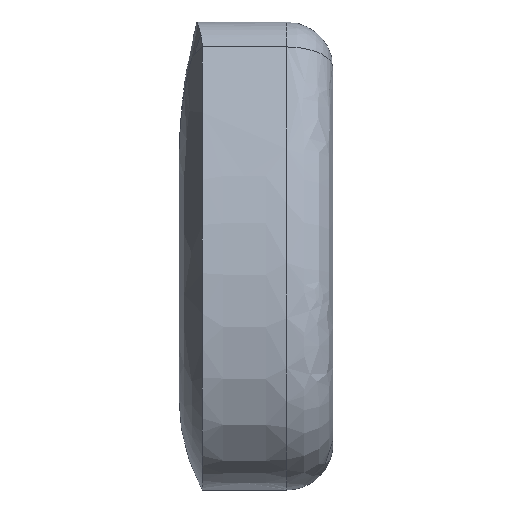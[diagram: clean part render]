
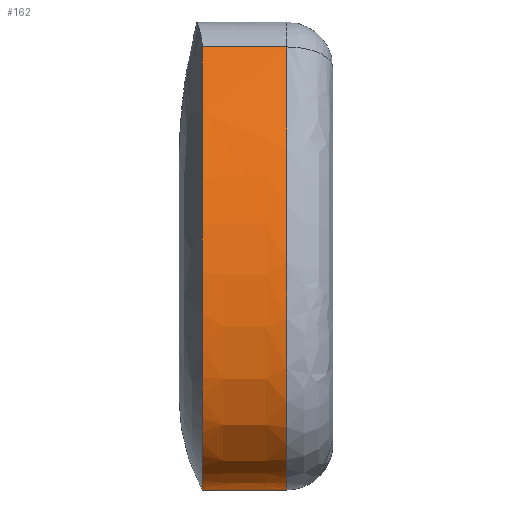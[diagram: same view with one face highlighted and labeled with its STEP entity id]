
A CAD part, front view. The second image highlights one B-rep face of the part: STEP entity #162.
In plain terms, the highlighted face is a extrusion surface.
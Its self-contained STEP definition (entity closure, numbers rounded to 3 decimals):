
#53=CARTESIAN_POINT('Control Point',(0.,0.,0.)) ;
#54=CARTESIAN_POINT('Control Point',(0.,-1.48,-0.003)) ;
#55=CARTESIAN_POINT('Control Point',(0.,-2.794,0.188)) ;
#56=CARTESIAN_POINT('Control Point',(0.,-3.943,0.572)) ;
#57=CARTESIAN_POINT('Control Point',(0.,-6.938,2.331)) ;
#58=CARTESIAN_POINT('Control Point',(0.,-8.452,5.694)) ;
#59=CARTESIAN_POINT('Control Point',(0.,-8.852,8.501)) ;
#60=CARTESIAN_POINT('Control Point',(0.,-8.73,14.228)) ;
#61=CARTESIAN_POINT('Control Point',(0.,-7.243,19.355)) ;
#62=CARTESIAN_POINT('Control Point',(0.,-6.279,21.625)) ;
#63=CARTESIAN_POINT('Control Point',(0.,-4.948,24.357)) ;
#64=CARTESIAN_POINT('Control Point',(0.,-3.534,27.107)) ;
#65=CARTESIAN_POINT('Control Point',(0.,-3.246,27.664)) ;
#66=CARTESIAN_POINT('Control Point',(0.,-2.956,28.224)) ;
#67=CARTESIAN_POINT('Control Point',(0.,-2.665,28.788)) ;
#72=CARTESIAN_POINT('Control Point',(1.5,0.,0.)) ;
#73=CARTESIAN_POINT('Control Point',(1.5,-0.581,-0.001)) ;
#74=CARTESIAN_POINT('Control Point',(1.5,-1.15,0.028)) ;
#75=CARTESIAN_POINT('Control Point',(1.5,-1.728,0.09)) ;
#76=CARTESIAN_POINT('Control Point',(1.5,-2.575,0.246)) ;
#77=CARTESIAN_POINT('Control Point',(1.5,-3.37,0.496)) ;
#78=CARTESIAN_POINT('Control Point',(1.5,-3.634,0.593)) ;
#79=CARTESIAN_POINT('Control Point',(1.5,-4.126,0.799)) ;
#80=CARTESIAN_POINT('Control Point',(1.5,-4.59,1.047)) ;
#81=CARTESIAN_POINT('Control Point',(1.5,-4.81,1.178)) ;
#82=CARTESIAN_POINT('Control Point',(1.5,-5.239,1.464)) ;
#83=CARTESIAN_POINT('Control Point',(1.5,-5.636,1.789)) ;
#84=CARTESIAN_POINT('Control Point',(1.5,-5.825,1.959)) ;
#85=CARTESIAN_POINT('Control Point',(1.5,-6.184,2.316)) ;
#86=CARTESIAN_POINT('Control Point',(1.5,-6.509,2.705)) ;
#87=CARTESIAN_POINT('Control Point',(1.5,-6.665,2.91)) ;
#88=CARTESIAN_POINT('Control Point',(1.5,-6.966,3.343)) ;
#89=CARTESIAN_POINT('Control Point',(1.5,-7.231,3.799)) ;
#90=CARTESIAN_POINT('Control Point',(1.5,-7.373,4.071)) ;
#91=CARTESIAN_POINT('Control Point',(1.5,-7.622,4.594)) ;
#92=CARTESIAN_POINT('Control Point',(1.5,-7.834,5.139)) ;
#93=CARTESIAN_POINT('Control Point',(1.5,-7.936,5.433)) ;
#94=CARTESIAN_POINT('Control Point',(1.5,-8.133,6.071)) ;
#95=CARTESIAN_POINT('Control Point',(1.5,-8.288,6.72)) ;
#96=CARTESIAN_POINT('Control Point',(1.5,-8.351,7.027)) ;
#97=CARTESIAN_POINT('Control Point',(1.5,-8.558,8.192)) ;
#98=CARTESIAN_POINT('Control Point',(1.5,-8.66,9.389)) ;
#99=CARTESIAN_POINT('Control Point',(1.5,-8.684,10.236)) ;
#100=CARTESIAN_POINT('Control Point',(1.5,-8.665,11.34)) ;
#101=CARTESIAN_POINT('Control Point',(1.5,-8.583,12.429)) ;
#102=CARTESIAN_POINT('Control Point',(1.5,-8.562,12.658)) ;
#103=CARTESIAN_POINT('Control Point',(1.5,-8.52,13.08)) ;
#104=CARTESIAN_POINT('Control Point',(1.5,-8.47,13.5)) ;
#105=CARTESIAN_POINT('Control Point',(1.5,-8.44,13.728)) ;
#106=CARTESIAN_POINT('Control Point',(1.5,-8.254,15.025)) ;
#107=CARTESIAN_POINT('Control Point',(1.5,-7.991,16.294)) ;
#108=CARTESIAN_POINT('Control Point',(1.5,-7.738,17.279)) ;
#109=CARTESIAN_POINT('Control Point',(1.5,-7.281,18.789)) ;
#110=CARTESIAN_POINT('Control Point',(1.5,-6.748,20.238)) ;
#111=CARTESIAN_POINT('Control Point',(1.5,-6.559,20.72)) ;
#112=CARTESIAN_POINT('Control Point',(1.5,-5.857,22.429)) ;
#113=CARTESIAN_POINT('Control Point',(1.5,-5.073,24.085)) ;
#114=CARTESIAN_POINT('Control Point',(1.5,-4.472,25.282)) ;
#115=CARTESIAN_POINT('Control Point',(1.5,-3.76,26.669)) ;
#116=CARTESIAN_POINT('Control Point',(1.5,-3.053,28.038)) ;
#117=CARTESIAN_POINT('Control Point',(1.5,-2.923,28.288)) ;
#118=CARTESIAN_POINT('Control Point',(1.5,-2.794,28.537)) ;
#119=CARTESIAN_POINT('Control Point',(1.5,-2.665,28.788)) ;
#120=CARTESIAN_POINT('Vertex',(1.5,0.,0.)) ;
#122=CARTESIAN_POINT('Vertex',(1.5,-2.665,28.788)) ;
#125=CARTESIAN_POINT('Line Origine',(5.,0.,0.)) ;
#129=CARTESIAN_POINT('Vertex',(7.,0.,0.)) ;
#133=CARTESIAN_POINT('Control Point',(7.,-2.665,28.788)) ;
#134=CARTESIAN_POINT('Control Point',(7.,-2.956,28.224)) ;
#135=CARTESIAN_POINT('Control Point',(7.,-3.246,27.664)) ;
#136=CARTESIAN_POINT('Control Point',(7.,-3.534,27.107)) ;
#137=CARTESIAN_POINT('Control Point',(7.,-4.948,24.357)) ;
#138=CARTESIAN_POINT('Control Point',(7.,-6.279,21.625)) ;
#139=CARTESIAN_POINT('Control Point',(7.,-7.243,19.355)) ;
#140=CARTESIAN_POINT('Control Point',(7.,-8.73,14.228)) ;
#141=CARTESIAN_POINT('Control Point',(7.,-8.852,8.501)) ;
#142=CARTESIAN_POINT('Control Point',(7.,-8.452,5.694)) ;
#143=CARTESIAN_POINT('Control Point',(7.,-6.938,2.331)) ;
#144=CARTESIAN_POINT('Control Point',(7.,-3.943,0.572)) ;
#145=CARTESIAN_POINT('Control Point',(7.,-2.794,0.188)) ;
#146=CARTESIAN_POINT('Control Point',(7.,-1.48,-0.003)) ;
#147=CARTESIAN_POINT('Control Point',(7.,0.,0.)) ;
#148=CARTESIAN_POINT('Vertex',(7.,-2.665,28.788)) ;
#151=CARTESIAN_POINT('Line Origine',(5.,-2.665,28.788)) ;
#68=DIRECTION('Vector Direction',(1.,0.,0.)) ;
#126=DIRECTION('Vector Direction',(1.,0.,0.)) ;
#152=DIRECTION('Vector Direction',(1.,0.,0.)) ;
#157=ORIENTED_EDGE('',*,*,#124,.F.) ;
#158=ORIENTED_EDGE('',*,*,#131,.T.) ;
#159=ORIENTED_EDGE('',*,*,#150,.F.) ;
#160=ORIENTED_EDGE('',*,*,#155,.F.) ;
#69=VECTOR('Extrusion Surface Vector',#68,1.) ;
#127=VECTOR('Line Direction',#126,1.) ;
#153=VECTOR('Line Direction',#152,1.) ;
#162=ADVANCED_FACE('Corps principal',(#161),#70,.F.) ;
#52=B_SPLINE_CURVE_WITH_KNOTS('',5,(#53,#54,#55,#56,#57,#58,#59,#60,#61,#62,#63,#64,#65,#66,#67),.UNSPECIFIED.,.F.,.U.,(6,3,3,3,6),(0.,6.056,18.443,31.19,34.406),.UNSPECIFIED.) ;
#71=B_SPLINE_CURVE_WITH_KNOTS('',5,(#72,#73,#74,#75,#76,#77,#78,#79,#80,#81,#82,#83,#84,#85,#86,#87,#88,#89,#90,#91,#92,#93,#94,#95,#96,#97,#98,#99,#100,#101,#102,#103,#104,#105,#106,#107,#108,#109,#110,#111,#112,#113,#114,#115,#116,#117,#118,#119),.UNSPECIFIED.,.F.,.U.,(6,3,3,3,3,3,3,3,3,3,3,3,3,3,3,6),(0.,3.401,5.159,6.778,8.397,10.064,11.807,13.768,16.021,21.271,22.98,24.688,31.406,35.278,44.238,46.243),.UNSPECIFIED.) ;
#132=B_SPLINE_CURVE_WITH_KNOTS('',5,(#133,#134,#135,#136,#137,#138,#139,#140,#141,#142,#143,#144,#145,#146,#147),.UNSPECIFIED.,.F.,.U.,(6,3,3,3,6),(-17.712,-14.496,-1.748,10.638,16.694),.UNSPECIFIED.) ;
#124=EDGE_CURVE('',#121,#123,#71,.T.) ;
#131=EDGE_CURVE('',#121,#130,#128,.T.) ;
#150=EDGE_CURVE('',#149,#130,#132,.T.) ;
#155=EDGE_CURVE('',#123,#149,#154,.T.) ;
#156=EDGE_LOOP('',(#157,#158,#159,#160)) ;
#161=FACE_OUTER_BOUND('',#156,.T.) ;
#128=LINE('Line',#125,#127) ;
#154=LINE('Line',#151,#153) ;
#70=SURFACE_OF_LINEAR_EXTRUSION('generated tabulated cylinder',#52,#69) ;
#121=VERTEX_POINT('',#120) ;
#123=VERTEX_POINT('',#122) ;
#130=VERTEX_POINT('',#129) ;
#149=VERTEX_POINT('',#148) ;
